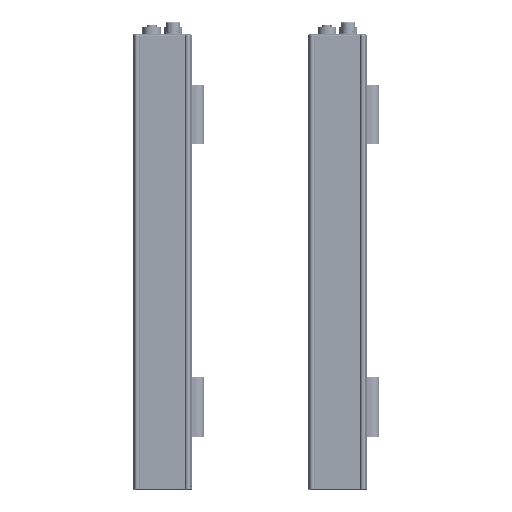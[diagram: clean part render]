
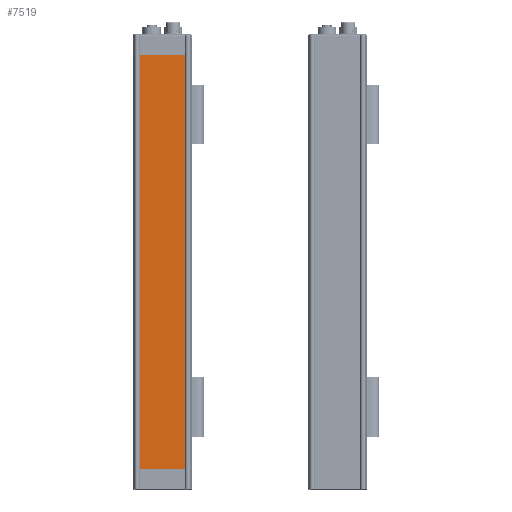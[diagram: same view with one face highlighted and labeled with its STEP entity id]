
A CAD part, top view. The second image highlights one B-rep face of the part: STEP entity #7519.
In plain terms, the highlighted planar face has unit normal (0, 0, 1).
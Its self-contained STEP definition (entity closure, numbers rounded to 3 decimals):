
#7519=ADVANCED_FACE('',(#21985),#21986,.T.);
#21985=FACE_OUTER_BOUND('',#56479,.T.);
#21986=PLANE('',#56480);
#56479=EDGE_LOOP('',(#109953,#109954,#109955,#109956));
#56480=AXIS2_PLACEMENT_3D('',#109957,#109958,#109959);
#109953=ORIENTED_EDGE('',*,*,#131142,.T.);
#109954=ORIENTED_EDGE('',*,*,#131429,.T.);
#109955=ORIENTED_EDGE('',*,*,#131430,.F.);
#109956=ORIENTED_EDGE('',*,*,#131426,.T.);
#109957=CARTESIAN_POINT('',(-294.266,59.054,-307.536));
#109958=DIRECTION('',(0.,0.,1.0));
#109959=DIRECTION('',(0.0,-1.0,0.));
#131142=EDGE_CURVE('',#159782,#159780,#159783,.T.);
#131426=EDGE_CURVE('',#160311,#159782,#160312,.T.);
#131429=EDGE_CURVE('',#159780,#160316,#160317,.T.);
#131430=EDGE_CURVE('',#160311,#160316,#160318,.T.);
#159780=VERTEX_POINT('',#212105);
#159782=VERTEX_POINT('',#212108);
#159783=LINE('',#212109,#212110);
#160311=VERTEX_POINT('',#212792);
#160312=LINE('',#212793,#212794);
#160316=VERTEX_POINT('',#212800);
#160317=LINE('',#212801,#212802);
#160318=LINE('',#212803,#212804);
#212105=CARTESIAN_POINT('',(-256.666,59.054,-307.536));
#212108=CARTESIAN_POINT('',(-294.266,59.054,-307.536));
#212109=CARTESIAN_POINT('',(-247.726,59.054,-307.536));
#212110=VECTOR('',#244132,37.6);
#212792=CARTESIAN_POINT('',(-294.266,407.554,-307.536));
#212793=CARTESIAN_POINT('',(-294.266,59.054,-307.536));
#212794=VECTOR('',#244674,348.5);
#212800=CARTESIAN_POINT('',(-256.666,407.554,-307.536));
#212801=CARTESIAN_POINT('',(-256.666,59.054,-307.536));
#212802=VECTOR('',#244677,348.5);
#212803=CARTESIAN_POINT('',(-294.266,407.554,-307.536));
#212804=VECTOR('',#244678,37.6);
#244132=DIRECTION('',(1.0,0.,0.));
#244674=DIRECTION('',(0.,-1.0,0.0));
#244677=DIRECTION('',(0.,1.0,0.));
#244678=DIRECTION('',(1.0,0.,0.));
